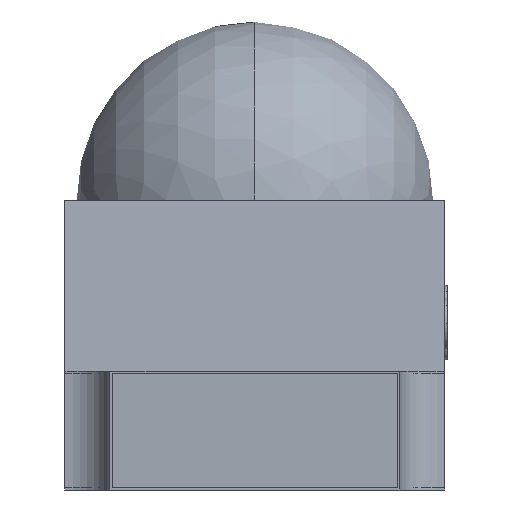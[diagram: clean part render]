
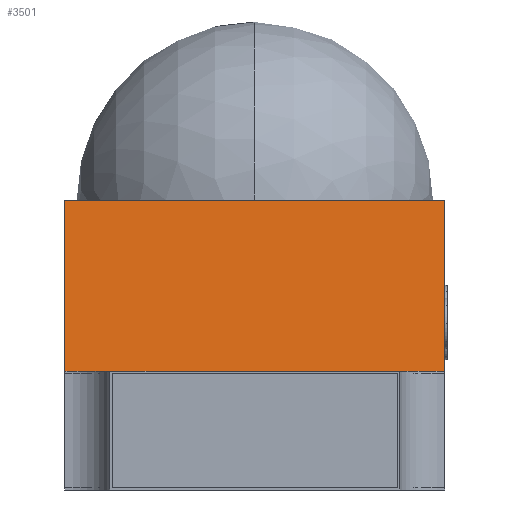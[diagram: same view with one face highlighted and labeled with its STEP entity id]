
A CAD part, left-side view. The second image highlights one B-rep face of the part: STEP entity #3501.
In plain terms, the highlighted planar face has unit normal (-0.996, 0, 0.087).
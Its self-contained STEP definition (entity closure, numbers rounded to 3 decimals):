
#919 = FACE_OUTER_BOUND ( 'NONE', #2088, .T. ) ;
#1843 = CARTESIAN_POINT ( 'NONE',  ( -0.925, 0.8, 0.48 ) ) ;
#1957 = DIRECTION ( 'NONE',  ( 0., -1., 0. ) ) ;
#2088 = EDGE_LOOP ( 'NONE', ( #10029, #8432, #6328, #6186 ) ) ;
#2387 = VERTEX_POINT ( 'NONE', #10432 ) ;
#2860 = EDGE_CURVE ( 'NONE', #10925, #12380, #12103, .T. ) ;
#3149 = VECTOR ( 'NONE', #12178, 1000. ) ;
#3253 = DIRECTION ( 'NONE',  ( 0., 1., 0. ) ) ;
#3501 = ADVANCED_FACE ( 'NONE', ( #919 ), #13274, .T. ) ;
#4109 = CARTESIAN_POINT ( 'NONE',  ( -0.861, -0.8, 1.21 ) ) ;
#4468 = VECTOR ( 'NONE', #1957, 1000. ) ;
#5448 = LINE ( 'NONE', #12316, #10609 ) ;
#5592 = DIRECTION ( 'NONE',  ( -0.996, 0., 0.087 ) ) ;
#6186 = ORIENTED_EDGE ( 'NONE', *, *, #2860, .F. ) ;
#6328 = ORIENTED_EDGE ( 'NONE', *, *, #11162, .F. ) ;
#6692 = CARTESIAN_POINT ( 'NONE',  ( -0.861, -0.8, 1.21 ) ) ;
#6887 = CARTESIAN_POINT ( 'NONE',  ( -0.861, -0.8, 1.21 ) ) ;
#7423 = LINE ( 'NONE', #1843, #9263 ) ;
#7712 = LINE ( 'NONE', #6692, #3149 ) ;
#7845 = DIRECTION ( 'NONE',  ( 0.087, 0., 0.996 ) ) ;
#8432 = ORIENTED_EDGE ( 'NONE', *, *, #12893, .T. ) ;
#8527 = CARTESIAN_POINT ( 'NONE',  ( -0.925, 0.8, 0.48 ) ) ;
#8583 = VERTEX_POINT ( 'NONE', #8527 ) ;
#8665 = CARTESIAN_POINT ( 'NONE',  ( -0.861, 0., 1.21 ) ) ;
#9263 = VECTOR ( 'NONE', #11966, 1000. ) ;
#10029 = ORIENTED_EDGE ( 'NONE', *, *, #11874, .F. ) ;
#10432 = CARTESIAN_POINT ( 'NONE',  ( -0.925, -0.8, 0.48 ) ) ;
#10609 = VECTOR ( 'NONE', #7845, 1000. ) ;
#10925 = VERTEX_POINT ( 'NONE', #10935 ) ;
#10935 = CARTESIAN_POINT ( 'NONE',  ( -0.861, 0.8, 1.21 ) ) ;
#10983 = AXIS2_PLACEMENT_3D ( 'NONE', #8665, #5592, #3253 ) ;
#11162 = EDGE_CURVE ( 'NONE', #12380, #2387, #7712, .T. ) ;
#11874 = EDGE_CURVE ( 'NONE', #8583, #10925, #5448, .T. ) ;
#11966 = DIRECTION ( 'NONE',  ( 0., -1., 0. ) ) ;
#12103 = LINE ( 'NONE', #4109, #4468 ) ;
#12178 = DIRECTION ( 'NONE',  ( -0.087, 0., -0.996 ) ) ;
#12316 = CARTESIAN_POINT ( 'NONE',  ( -0.861, 0.8, 1.21 ) ) ;
#12380 = VERTEX_POINT ( 'NONE', #6887 ) ;
#12893 = EDGE_CURVE ( 'NONE', #8583, #2387, #7423, .T. ) ;
#13274 = PLANE ( 'NONE',  #10983 ) ;
